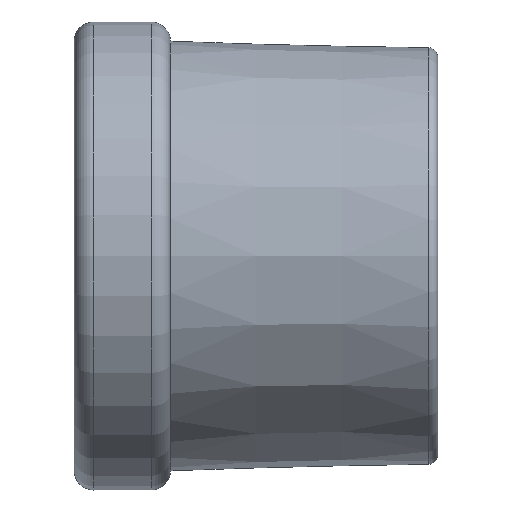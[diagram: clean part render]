
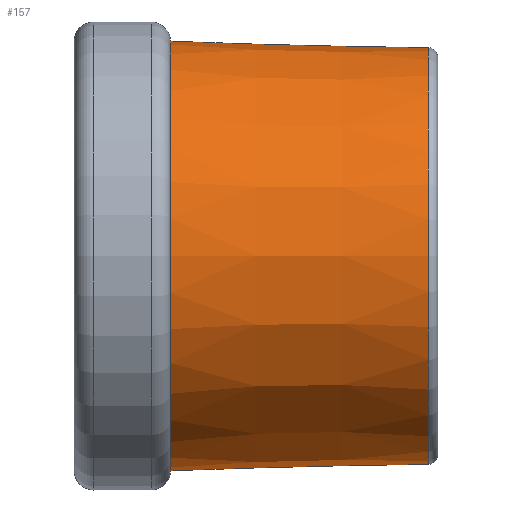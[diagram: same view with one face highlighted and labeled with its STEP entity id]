
A CAD part, top view. The second image highlights one B-rep face of the part: STEP entity #157.
In plain terms, the highlighted conical face has half-angle 1.431 degrees and reference radius 10.989 mm.
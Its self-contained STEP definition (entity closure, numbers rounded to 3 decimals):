
#18=LINE('',#284,#22);
#22=VECTOR('',#227,10.99);
#26=CONICAL_SURFACE('',#187,10.99,0.025);
#37=FACE_OUTER_BOUND('',#50,.T.);
#50=EDGE_LOOP('',(#117,#118,#119,#120));
#66=CIRCLE('',#186,11.157);
#67=CIRCLE('',#188,10.822);
#81=VERTEX_POINT('',#279);
#82=VERTEX_POINT('',#282);
#94=EDGE_CURVE('',#81,#81,#66,.T.);
#95=EDGE_CURVE('',#82,#82,#67,.T.);
#96=EDGE_CURVE('',#82,#81,#18,.T.);
#117=ORIENTED_EDGE('',*,*,#95,.F.);
#118=ORIENTED_EDGE('',*,*,#96,.T.);
#119=ORIENTED_EDGE('',*,*,#94,.T.);
#120=ORIENTED_EDGE('',*,*,#96,.F.);
#157=ADVANCED_FACE('',(#37),#26,.T.);
#186=AXIS2_PLACEMENT_3D('',#280,#221,#222);
#187=AXIS2_PLACEMENT_3D('',#281,#223,#224);
#188=AXIS2_PLACEMENT_3D('',#283,#225,#226);
#221=DIRECTION('center_axis',(1.,0.,0.));
#222=DIRECTION('ref_axis',(0.,0.,-1.));
#223=DIRECTION('center_axis',(-1.,0.,0.));
#224=DIRECTION('ref_axis',(0.,0.,-1.));
#225=DIRECTION('center_axis',(1.,0.,0.));
#226=DIRECTION('ref_axis',(0.,0.,-1.));
#227=DIRECTION('',(-1.,0.,0.025));
#279=CARTESIAN_POINT('',(21.105,0.,11.157));
#280=CARTESIAN_POINT('Origin',(21.105,0.,0.));
#281=CARTESIAN_POINT('Origin',(27.803,0.,0.));
#282=CARTESIAN_POINT('',(34.501,0.,10.822));
#283=CARTESIAN_POINT('Origin',(34.501,0.,0.));
#284=CARTESIAN_POINT('',(27.803,0.,10.99));
